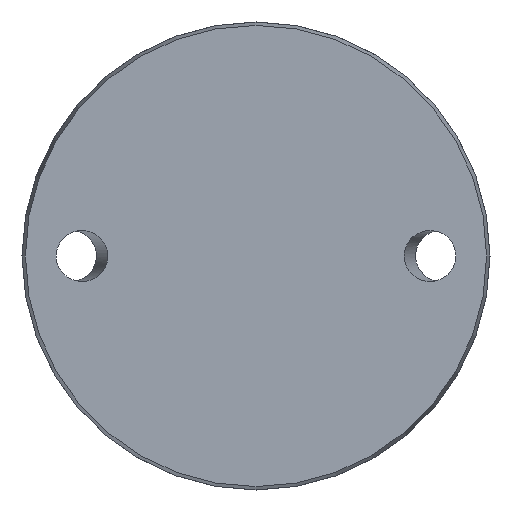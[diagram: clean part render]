
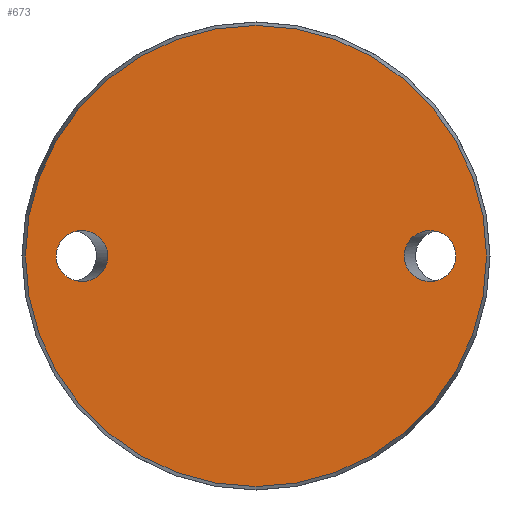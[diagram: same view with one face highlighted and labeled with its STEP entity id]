
A CAD part, front view. The second image highlights one B-rep face of the part: STEP entity #673.
In plain terms, the highlighted planar face has unit normal (0, -1, 0).
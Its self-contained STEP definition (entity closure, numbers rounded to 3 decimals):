
#9 = CARTESIAN_POINT ( 'NONE',  ( -24.691, 0., -8.5 ) ) ;
#27 = AXIS2_PLACEMENT_3D ( 'NONE', #63, #466, #389 ) ;
#46 = CARTESIAN_POINT ( 'NONE',  ( 33.309, 0., -8.5 ) ) ;
#49 = EDGE_LOOP ( 'NONE', ( #176 ) ) ;
#63 = CARTESIAN_POINT ( 'NONE',  ( -38.425, 0., 0. ) ) ;
#74 = EDGE_CURVE ( 'NONE', #226, #226, #335, .T. ) ;
#77 = ORIENTED_EDGE ( 'NONE', *, *, #74, .T. ) ;
#98 = CARTESIAN_POINT ( 'NONE',  ( 33.309, 0., 8.5 ) ) ;
#110 = VERTEX_POINT ( 'NONE', #334 ) ;
#112 = CIRCLE ( 'NONE', #627, 38.425 ) ;
#116 = FACE_BOUND ( 'NONE', #625, .T. ) ;
#120 = CARTESIAN_POINT ( 'NONE',  ( 0., 0., 0. ) ) ;
#130 = CARTESIAN_POINT ( 'NONE',  ( 33.309, 0., 0. ) ) ;
#165 = EDGE_CURVE ( 'NONE', #345, #345, #112, .T. ) ;
#176 = ORIENTED_EDGE ( 'NONE', *, *, #165, .T. ) ;
#221 = CARTESIAN_POINT ( 'NONE',  ( 33.309, 0., 0. ) ) ;
#226 = VERTEX_POINT ( 'NONE', #130 ) ;
#238 = CARTESIAN_POINT ( 'NONE',  ( -33.309, 0., -8.5 ) ) ;
#270 = CARTESIAN_POINT ( 'NONE',  ( 24.691, 0., 8.5 ) ) ;
#299 = DIRECTION ( 'NONE',  ( 0., -1., 0. ) ) ;
#308 = ORIENTED_EDGE ( 'NONE', *, *, #622, .T. ) ;
#334 = CARTESIAN_POINT ( 'NONE',  ( -33.309, 0., 0. ) ) ;
#335 =( BOUNDED_CURVE ( )  B_SPLINE_CURVE ( 3, ( #221, #46, #741, #675, #270, #98, #562 ),
 .UNSPECIFIED., .T., .F. ) 
 B_SPLINE_CURVE_WITH_KNOTS ( ( 4, 3, 4 ),
 ( 0., 3.142, 6.283 ),
 .UNSPECIFIED. ) 
 CURVE ( )  GEOMETRIC_REPRESENTATION_ITEM ( )  RATIONAL_B_SPLINE_CURVE ( ( 1., 0.333, 0.333, 1., 0.333, 0.333, 1. ) ) 
 REPRESENTATION_ITEM ( '' )  );
#345 = VERTEX_POINT ( 'NONE', #579 ) ;
#354 = PLANE ( 'NONE',  #27 ) ;
#365 =( BOUNDED_CURVE ( )  B_SPLINE_CURVE ( 3, ( #518, #457, #694, #527, #9, #238, #468 ),
 .UNSPECIFIED., .T., .T. ) 
 B_SPLINE_CURVE_WITH_KNOTS ( ( 4, 3, 4 ),
 ( 0., 3.142, 6.283 ),
 .UNSPECIFIED. ) 
 CURVE ( )  GEOMETRIC_REPRESENTATION_ITEM ( )  RATIONAL_B_SPLINE_CURVE ( ( 1., 0.333, 0.333, 1., 0.333, 0.333, 1. ) ) 
 REPRESENTATION_ITEM ( '' )  );
#382 = EDGE_LOOP ( 'NONE', ( #308 ) ) ;
#389 = DIRECTION ( 'NONE',  ( 0., 0., 1. ) ) ;
#457 = CARTESIAN_POINT ( 'NONE',  ( -33.309, 0., 8.5 ) ) ;
#460 = FACE_BOUND ( 'NONE', #382, .T. ) ;
#466 = DIRECTION ( 'NONE',  ( 0., 1., 0. ) ) ;
#468 = CARTESIAN_POINT ( 'NONE',  ( -33.309, 0., 0. ) ) ;
#518 = CARTESIAN_POINT ( 'NONE',  ( -33.309, 0., 0. ) ) ;
#527 = CARTESIAN_POINT ( 'NONE',  ( -24.691, 0., 0. ) ) ;
#530 = DIRECTION ( 'NONE',  ( 0., 0., -1. ) ) ;
#562 = CARTESIAN_POINT ( 'NONE',  ( 33.309, 0., 0. ) ) ;
#579 = CARTESIAN_POINT ( 'NONE',  ( 0., 0., -38.425 ) ) ;
#622 = EDGE_CURVE ( 'NONE', #110, #110, #365, .T. ) ;
#625 = EDGE_LOOP ( 'NONE', ( #77 ) ) ;
#627 = AXIS2_PLACEMENT_3D ( 'NONE', #120, #299, #530 ) ;
#673 = ADVANCED_FACE ( 'NONE', ( #460, #116, #680 ), #354, .F. ) ;
#675 = CARTESIAN_POINT ( 'NONE',  ( 24.691, 0., 0. ) ) ;
#680 = FACE_OUTER_BOUND ( 'NONE', #49, .T. ) ;
#694 = CARTESIAN_POINT ( 'NONE',  ( -24.691, 0., 8.5 ) ) ;
#741 = CARTESIAN_POINT ( 'NONE',  ( 24.691, 0., -8.5 ) ) ;
